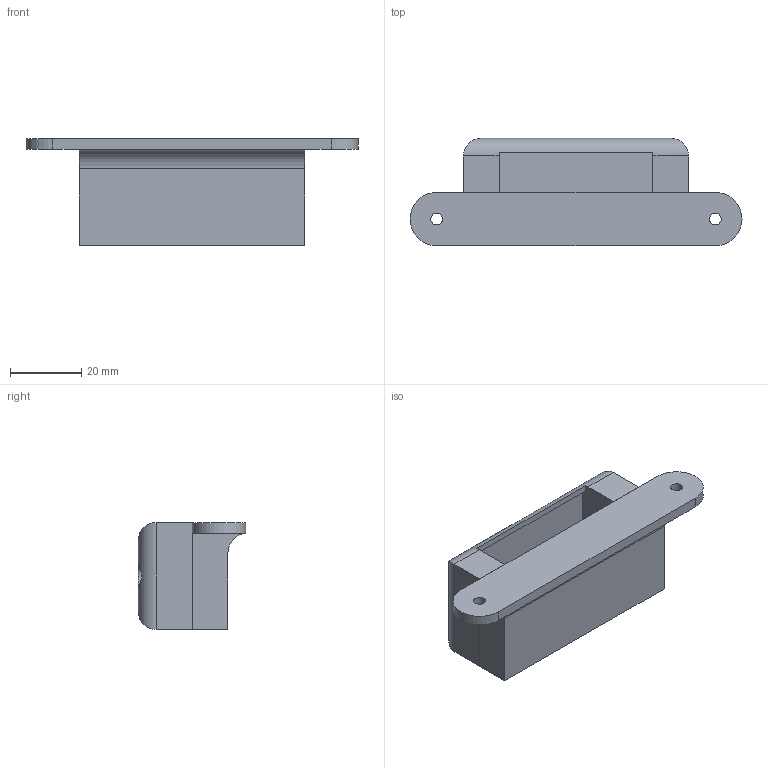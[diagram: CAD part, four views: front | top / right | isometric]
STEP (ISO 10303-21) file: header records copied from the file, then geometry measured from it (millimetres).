
FILE_DESCRIPTION(/* description */ (''),/* implementation_level */ '2;1');
FILE_NAME(/* name */ 'HOYMK_SSR_Mount_B.step',/* time_stamp */ '2024-02-29T13:34:44-06:00',/* author */ (''),/* organization */ (''),/* preprocessor_version */ 'ST-DEVELOPER v20',/* originating_system */ 'Autodesk Translation Framework v12.20.1.177',/* authorisation */ '');
FILE_SCHEMA (('AUTOMOTIVE_DESIGN { 1 0 10303 214 3 1 1 }'));
Length unit declared in the file: millimetre
Products named in the file (1): Hoymk 2
Bounding box: 93.2 x 30.2 x 30 mm (x, y, z)
Volume: 33877.4 mm3; surface area: 14721.7 mm2
Topology: 2 solids, 2 shells, 41 faces, 99 edges, 64 vertices
Faces by surface type: plane 26, cylinder 15
Full cylindrical faces by diameter (mm): 3.3 x4, 4.7 x2, 6 x2
Entity records: 1271 total; most frequent: CARTESIAN_POINT 240, DIRECTION 209, ORIENTED_EDGE 198, EDGE_CURVE 99, AXIS2_PLACEMENT_3D 71, LINE 67, VECTOR 67, VERTEX_POINT 64
